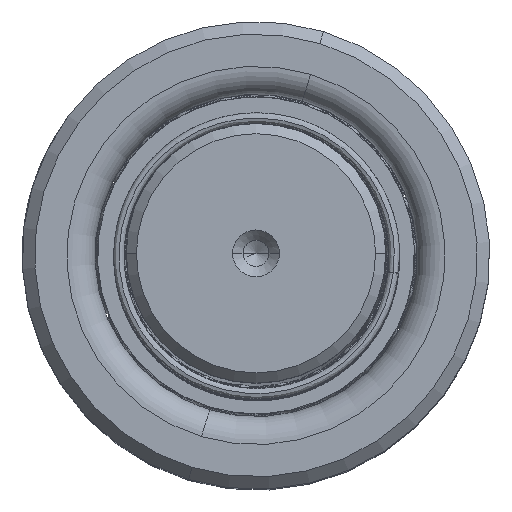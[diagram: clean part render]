
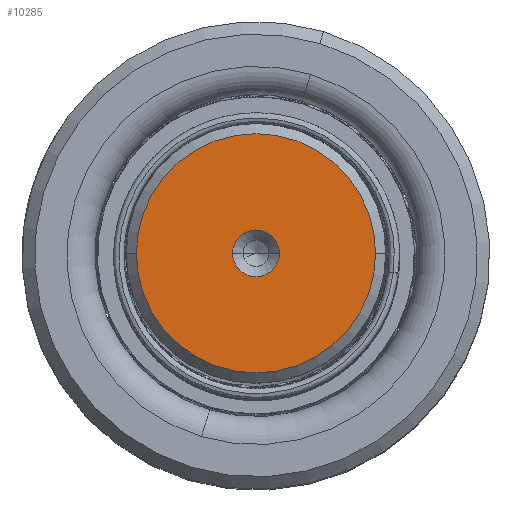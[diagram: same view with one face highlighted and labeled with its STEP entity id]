
A CAD part, top view. The second image highlights one B-rep face of the part: STEP entity #10285.
In plain terms, the highlighted planar face has unit normal (0, 0, 1).
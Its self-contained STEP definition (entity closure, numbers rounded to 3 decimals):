
#2136 = EDGE_CURVE ( 'NONE', #31034, #45874, #36071, .T. ) ;
#4479 = EDGE_CURVE ( 'NONE', #31221, #11652, #9990, .T. ) ;
#6125 = AXIS2_PLACEMENT_3D ( 'NONE', #14520, #42889, #33486 ) ;
#6449 = DIRECTION ( 'NONE',  ( 0., 0., 1. ) ) ;
#6771 = FACE_OUTER_BOUND ( 'NONE', #23950, .T. ) ;
#8119 = CARTESIAN_POINT ( 'NONE',  ( 0., 0., 180. ) ) ;
#8356 = CARTESIAN_POINT ( 'NONE',  ( -2.25, 0., 180. ) ) ;
#9990 = CIRCLE ( 'NONE', #6125, 2.25 ) ;
#10285 = ADVANCED_FACE ( 'NONE', ( #20666, #6771 ), #48625, .T. ) ;
#11652 = VERTEX_POINT ( 'NONE', #8356 ) ;
#12310 = DIRECTION ( 'NONE',  ( 1., 0., 0. ) ) ;
#12840 = EDGE_CURVE ( 'NONE', #11652, #31221, #23788, .T. ) ;
#12860 = CARTESIAN_POINT ( 'NONE',  ( 0., 0., 180. ) ) ;
#13486 = AXIS2_PLACEMENT_3D ( 'NONE', #8119, #24240, #19984 ) ;
#14520 = CARTESIAN_POINT ( 'NONE',  ( 0., 0., 180. ) ) ;
#15342 = AXIS2_PLACEMENT_3D ( 'NONE', #28412, #28768, #12310 ) ;
#18140 = ORIENTED_EDGE ( 'NONE', *, *, #50515, .T. ) ;
#19984 = DIRECTION ( 'NONE',  ( 1., 0., 0. ) ) ;
#20666 = FACE_BOUND ( 'NONE', #44500, .T. ) ;
#22399 = CARTESIAN_POINT ( 'NONE',  ( 11.509, 0., 180. ) ) ;
#23478 = ORIENTED_EDGE ( 'NONE', *, *, #12840, .F. ) ;
#23788 = CIRCLE ( 'NONE', #46927, 2.25 ) ;
#23950 = EDGE_LOOP ( 'NONE', ( #18140, #49674 ) ) ;
#24240 = DIRECTION ( 'NONE',  ( 0., 0., 1. ) ) ;
#26834 = DIRECTION ( 'NONE',  ( 1., 0., 0. ) ) ;
#28412 = CARTESIAN_POINT ( 'NONE',  ( 0., 0., 180. ) ) ;
#28768 = DIRECTION ( 'NONE',  ( 0., 0., 1. ) ) ;
#30779 = ORIENTED_EDGE ( 'NONE', *, *, #4479, .F. ) ;
#31034 = VERTEX_POINT ( 'NONE', #22399 ) ;
#31221 = VERTEX_POINT ( 'NONE', #43659 ) ;
#33486 = DIRECTION ( 'NONE',  ( 1., 0., 0. ) ) ;
#35322 = CARTESIAN_POINT ( 'NONE',  ( 0., 0., 180. ) ) ;
#36071 = CIRCLE ( 'NONE', #42671, 11.509 ) ;
#38691 = CIRCLE ( 'NONE', #13486, 11.509 ) ;
#41574 = DIRECTION ( 'NONE',  ( 0., 0., 1. ) ) ;
#42671 = AXIS2_PLACEMENT_3D ( 'NONE', #12860, #41574, #45076 ) ;
#42889 = DIRECTION ( 'NONE',  ( 0., 0., 1. ) ) ;
#43659 = CARTESIAN_POINT ( 'NONE',  ( 2.25, 0., 180. ) ) ;
#44500 = EDGE_LOOP ( 'NONE', ( #30779, #23478 ) ) ;
#45076 = DIRECTION ( 'NONE',  ( 1., 0., 0. ) ) ;
#45874 = VERTEX_POINT ( 'NONE', #51615 ) ;
#46927 = AXIS2_PLACEMENT_3D ( 'NONE', #35322, #6449, #26834 ) ;
#48625 = PLANE ( 'NONE',  #15342 ) ;
#49674 = ORIENTED_EDGE ( 'NONE', *, *, #2136, .T. ) ;
#50515 = EDGE_CURVE ( 'NONE', #45874, #31034, #38691, .T. ) ;
#51615 = CARTESIAN_POINT ( 'NONE',  ( -11.509, 0., 180. ) ) ;
